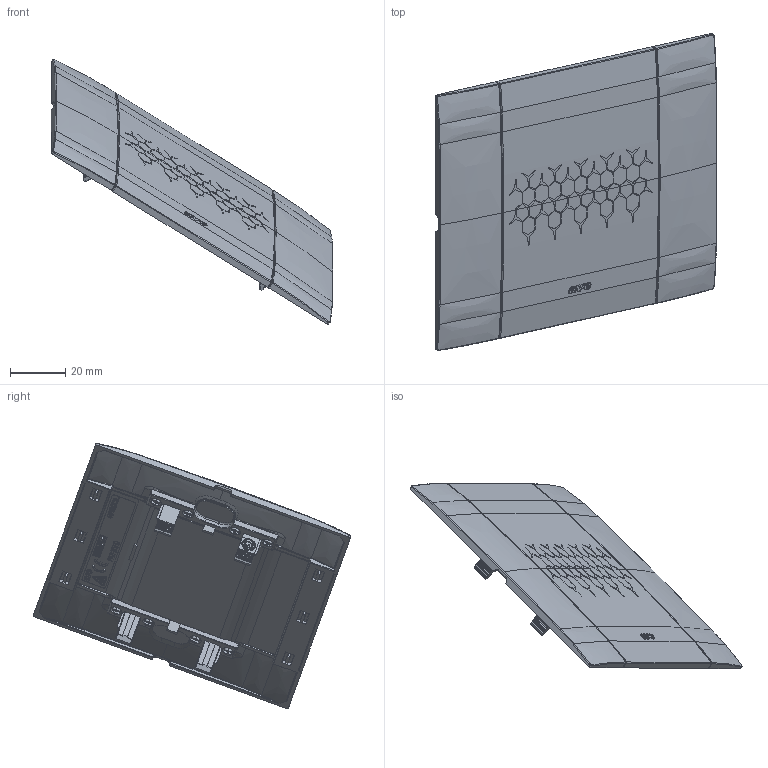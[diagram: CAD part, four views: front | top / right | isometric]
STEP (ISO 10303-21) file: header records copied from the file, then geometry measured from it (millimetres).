
FILE_DESCRIPTION(('CATIA V5 STEP Exchange'),'2;1');
FILE_NAME('44PSMTC3@.stp','2024-02-28T15:47:27+00:00',('none'),('none'),'CATIA Version 5-6 Release 2016 SP6','CATIA V5 STEP AP203','none');
FILE_SCHEMA(('CONFIG_CONTROL_DESIGN'));
Length unit declared in the file: millimetre
Products named in the file (1): 44PSMTC3@
Assembly tree (5 placements, depth 2):
  44PSMTC3@
    #57
    #23753
    #84445  x2
    #96106
Bounding box: 101.62 x 114.5 x 95.68 mm (x, y, z)
Volume: 29469.3 mm3; surface area: 33506.4 mm2
Topology: 11 solids, 11 shells, 2844 faces, 7824 edges, 5022 vertices
Faces by surface type: plane 1850, cylinder 503, bspline 308, extrusion 63, sphere 56, cone 44, torus 20
Entity records: 96130 total; most frequent: CARTESIAN_POINT 37849, ORIENTED_EDGE 14110, DIRECTION 8488, EDGE_CURVE 7055, VERTEX_POINT 4580, VECTOR 4386, LINE 4323, EDGE_LOOP 2709
